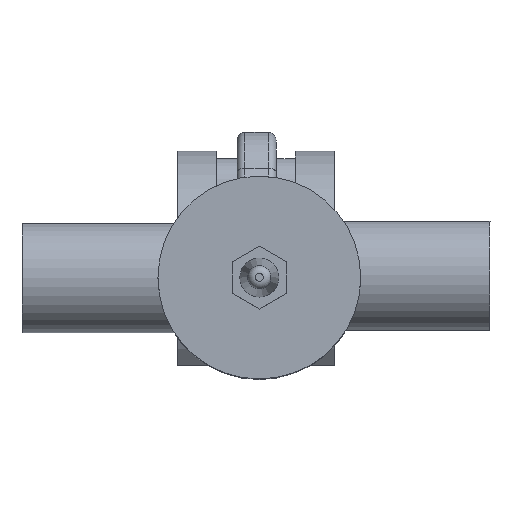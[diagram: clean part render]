
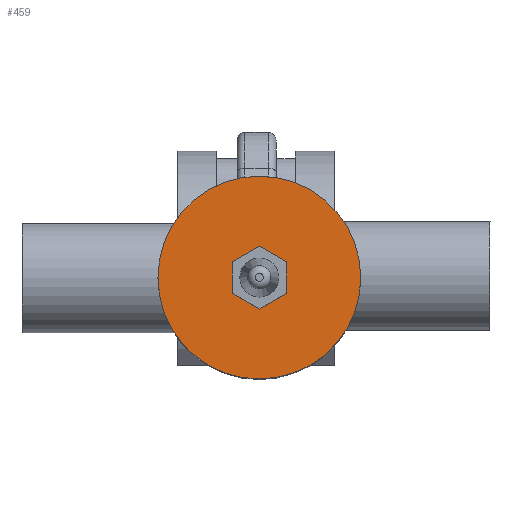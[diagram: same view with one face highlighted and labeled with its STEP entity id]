
A CAD part, top view. The second image highlights one B-rep face of the part: STEP entity #459.
In plain terms, the highlighted planar face has unit normal (0, 0, 1).
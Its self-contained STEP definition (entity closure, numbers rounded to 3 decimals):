
#459=ADVANCED_FACE('',(#1336,#1338),#1340,.T.);
#1336=FACE_BOUND('',#1337,.T.);
#1337=EDGE_LOOP('',(#2094));
#1338=FACE_BOUND('',#1339,.T.);
#1339=EDGE_LOOP('',(#2095));
#1340=PLANE('',#1341);
#1341=AXIS2_PLACEMENT_3D('',#1342,#1343,#1344);
#1342=CARTESIAN_POINT('',(0.,0.,74.));
#1343=DIRECTION('',(0.,0.,1.));
#1344=DIRECTION('',(1.,0.,0.));
#2094=ORIENTED_EDGE('',*,*,#2442,.T.);
#2095=ORIENTED_EDGE('',*,*,#2443,.T.);
#2442=EDGE_CURVE('',#2618,#2618,#2619,.T.);
#2443=EDGE_CURVE('',#2620,#2620,#2621,.F.);
#2618=VERTEX_POINT('',#2922);
#2619=CIRCLE('',#2923,26.);
#2620=VERTEX_POINT('',#2927);
#2621=CIRCLE('',#2928,5.);
#2922=CARTESIAN_POINT('',(26.,0.,74.));
#2923=AXIS2_PLACEMENT_3D('',#2924,#2925,#2926);
#2924=CARTESIAN_POINT('',(0.,0.,74.));
#2925=DIRECTION('',(0.,0.,1.));
#2926=DIRECTION('',(1.,0.,0.));
#2927=CARTESIAN_POINT('',(5.,0.,74.));
#2928=AXIS2_PLACEMENT_3D('',#2929,#2930,#2931);
#2929=CARTESIAN_POINT('',(0.,0.,74.));
#2930=DIRECTION('',(0.,0.,1.));
#2931=DIRECTION('',(1.,0.,0.));
